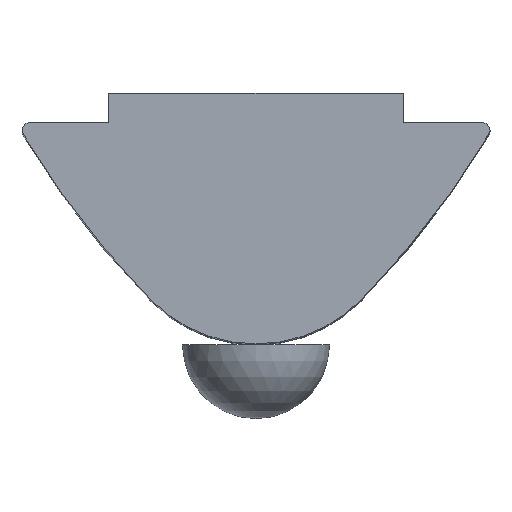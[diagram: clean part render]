
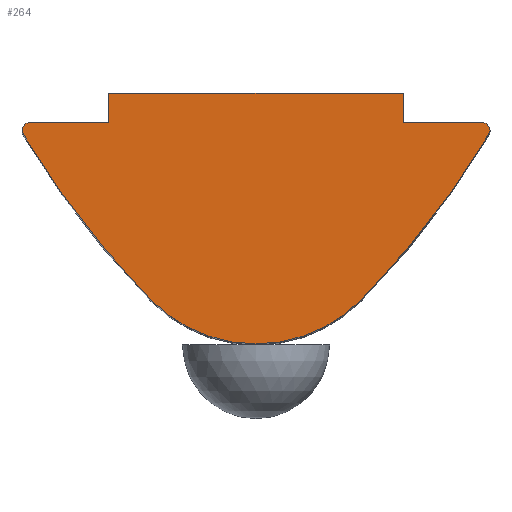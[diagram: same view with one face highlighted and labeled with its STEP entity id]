
A CAD part, top view. The second image highlights one B-rep face of the part: STEP entity #264.
In plain terms, the highlighted planar face has unit normal (0, 0, 1).
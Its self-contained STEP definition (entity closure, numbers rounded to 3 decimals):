
#19=LINE('',#444,#40);
#22=LINE('',#458,#43);
#23=LINE('',#460,#44);
#24=LINE('',#462,#45);
#25=LINE('',#463,#46);
#40=VECTOR('',#332,2.151);
#43=VECTOR('',#345,2.151);
#44=VECTOR('',#346,0.8);
#45=VECTOR('',#347,8.);
#46=VECTOR('',#348,0.8);
#61=PLANE('',#287);
#74=CIRCLE('',#284,0.2);
#76=CIRCLE('',#288,24.04);
#77=CIRCLE('',#289,4.);
#78=CIRCLE('',#290,24.04);
#79=CIRCLE('',#291,0.2);
#90=FACE_OUTER_BOUND('',#107,.T.);
#107=EDGE_LOOP('',(#196,#197,#198,#199,#200,#201,#202,#203,#204,#205));
#125=VERTEX_POINT('',#434);
#126=VERTEX_POINT('',#435);
#129=VERTEX_POINT('',#443);
#131=VERTEX_POINT('',#449);
#132=VERTEX_POINT('',#451);
#133=VERTEX_POINT('',#453);
#134=VERTEX_POINT('',#455);
#135=VERTEX_POINT('',#457);
#136=VERTEX_POINT('',#459);
#137=VERTEX_POINT('',#461);
#150=EDGE_CURVE('',#125,#126,#74,.T.);
#154=EDGE_CURVE('',#129,#126,#19,.T.);
#157=EDGE_CURVE('',#125,#131,#76,.T.);
#158=EDGE_CURVE('',#131,#132,#77,.T.);
#159=EDGE_CURVE('',#133,#132,#78,.T.);
#160=EDGE_CURVE('',#134,#133,#79,.T.);
#161=EDGE_CURVE('',#135,#134,#22,.T.);
#162=EDGE_CURVE('',#136,#135,#23,.T.);
#163=EDGE_CURVE('',#137,#136,#24,.T.);
#164=EDGE_CURVE('',#137,#129,#25,.T.);
#196=ORIENTED_EDGE('',*,*,#150,.F.);
#197=ORIENTED_EDGE('',*,*,#157,.T.);
#198=ORIENTED_EDGE('',*,*,#158,.T.);
#199=ORIENTED_EDGE('',*,*,#159,.F.);
#200=ORIENTED_EDGE('',*,*,#160,.F.);
#201=ORIENTED_EDGE('',*,*,#161,.F.);
#202=ORIENTED_EDGE('',*,*,#162,.F.);
#203=ORIENTED_EDGE('',*,*,#163,.F.);
#204=ORIENTED_EDGE('',*,*,#164,.T.);
#205=ORIENTED_EDGE('',*,*,#154,.T.);
#264=ADVANCED_FACE('',(#90),#61,.T.);
#284=AXIS2_PLACEMENT_3D('',#436,#324,#325);
#287=AXIS2_PLACEMENT_3D('',#448,#335,#336);
#288=AXIS2_PLACEMENT_3D('',#450,#337,#338);
#289=AXIS2_PLACEMENT_3D('',#452,#339,#340);
#290=AXIS2_PLACEMENT_3D('',#454,#341,#342);
#291=AXIS2_PLACEMENT_3D('',#456,#343,#344);
#324=DIRECTION('center_axis',(0.,0.,-1.));
#325=DIRECTION('ref_axis',(-0.87,0.494,0.));
#332=DIRECTION('',(-1.,0.,0.));
#335=DIRECTION('center_axis',(0.,0.,1.));
#336=DIRECTION('ref_axis',(1.,0.,0.));
#337=DIRECTION('center_axis',(0.,0.,1.));
#338=DIRECTION('ref_axis',(-0.866,-0.5,0.));
#339=DIRECTION('center_axis',(0.,0.,1.));
#340=DIRECTION('ref_axis',(-0.715,-0.7,0.));
#341=DIRECTION('center_axis',(0.,0.,-1.));
#342=DIRECTION('ref_axis',(0.866,-0.5,0.));
#343=DIRECTION('center_axis',(0.,0.,-1.));
#344=DIRECTION('ref_axis',(0.87,0.494,0.));
#345=DIRECTION('',(1.,0.,0.));
#346=DIRECTION('',(0.,-1.,0.));
#347=DIRECTION('',(1.,0.,0.));
#348=DIRECTION('',(0.,-1.,0.));
#434=CARTESIAN_POINT('',(-6.322,5.697,22.));
#435=CARTESIAN_POINT('',(-6.151,6.,22.));
#436=CARTESIAN_POINT('Origin',(-6.151,5.8,22.));
#443=CARTESIAN_POINT('',(-4.,6.,22.));
#444=CARTESIAN_POINT('',(-4.,6.,22.));
#448=CARTESIAN_POINT('Origin',(-2.359,4.158,22.));
#449=CARTESIAN_POINT('',(-2.858,1.202,22.));
#450=CARTESIAN_POINT('Origin',(14.319,18.02,22.));
#451=CARTESIAN_POINT('',(2.858,1.202,22.));
#452=CARTESIAN_POINT('Origin',(0.,4.,22.));
#453=CARTESIAN_POINT('',(6.322,5.697,22.));
#454=CARTESIAN_POINT('Origin',(-14.319,18.02,22.));
#455=CARTESIAN_POINT('',(6.151,6.,22.));
#456=CARTESIAN_POINT('Origin',(6.151,5.8,22.));
#457=CARTESIAN_POINT('',(4.,6.,22.));
#458=CARTESIAN_POINT('',(4.,6.,22.));
#459=CARTESIAN_POINT('',(4.,6.8,22.));
#460=CARTESIAN_POINT('',(4.,6.8,22.));
#461=CARTESIAN_POINT('',(-4.,6.8,22.));
#462=CARTESIAN_POINT('',(0.,6.8,22.));
#463=CARTESIAN_POINT('',(-4.,6.8,22.));
